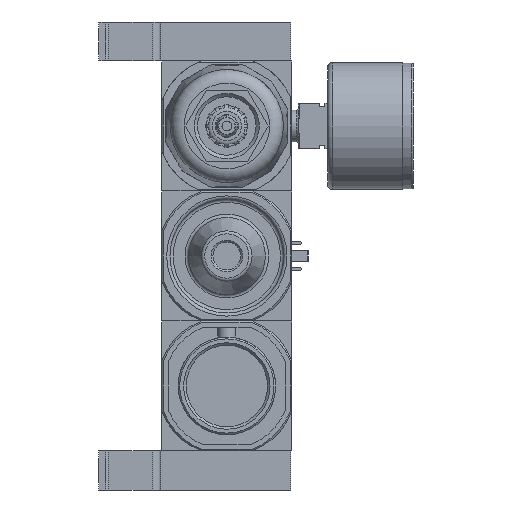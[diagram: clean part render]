
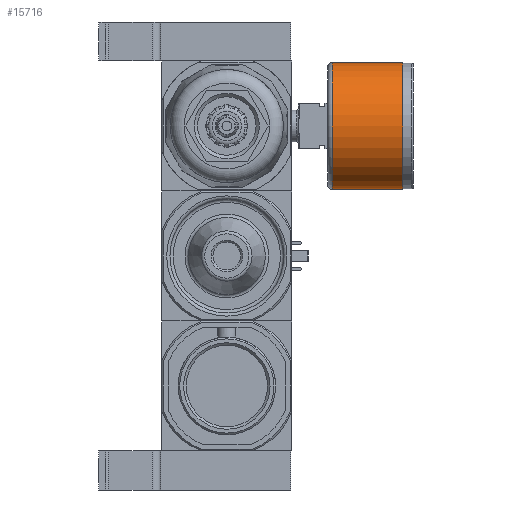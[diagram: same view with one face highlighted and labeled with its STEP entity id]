
A CAD part, front view. The second image highlights one B-rep face of the part: STEP entity #15716.
In plain terms, the highlighted cylindrical face has radius 19.5 mm (diameter 39 mm), a full revolution.
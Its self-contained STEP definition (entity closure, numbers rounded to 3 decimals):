
#565=CYLINDRICAL_SURFACE('',#21862,19.5);
#1263=CIRCLE('',#21861,19.5);
#1264=CIRCLE('',#21863,19.5);
#4005=ORIENTED_EDGE('',*,*,#7266,.F.);
#4006=ORIENTED_EDGE('',*,*,#7267,.T.);
#7266=EDGE_CURVE('',#9118,#9118,#1263,.T.);
#7267=EDGE_CURVE('',#9119,#9119,#1264,.T.);
#9118=VERTEX_POINT('',#30737);
#9119=VERTEX_POINT('',#30740);
#12705=EDGE_LOOP('',(#4005));
#12706=EDGE_LOOP('',(#4006));
#14022=FACE_BOUND('',#12705,.T.);
#14023=FACE_BOUND('',#12706,.T.);
#15716=ADVANCED_FACE('',(#14022,#14023),#565,.T.);
#21861=AXIS2_PLACEMENT_3D('',#30736,#25280,#25281);
#21862=AXIS2_PLACEMENT_3D('',#30738,#25282,#25283);
#21863=AXIS2_PLACEMENT_3D('',#30739,#25284,#25285);
#25280=DIRECTION('',(1.,0.,0.));
#25281=DIRECTION('',(0.,0.,-1.));
#25282=DIRECTION('',(1.,0.,0.));
#25283=DIRECTION('',(0.,0.,-1.));
#25284=DIRECTION('',(1.,0.,0.));
#25285=DIRECTION('',(0.,0.,-1.));
#30736=CARTESIAN_POINT('',(-3.2,0.,0.));
#30737=CARTESIAN_POINT('',(-3.2,0.,-19.5));
#30738=CARTESIAN_POINT('',(0.,0.,0.));
#30739=CARTESIAN_POINT('',(-24.85,0.,0.));
#30740=CARTESIAN_POINT('',(-24.85,0.,-19.5));
